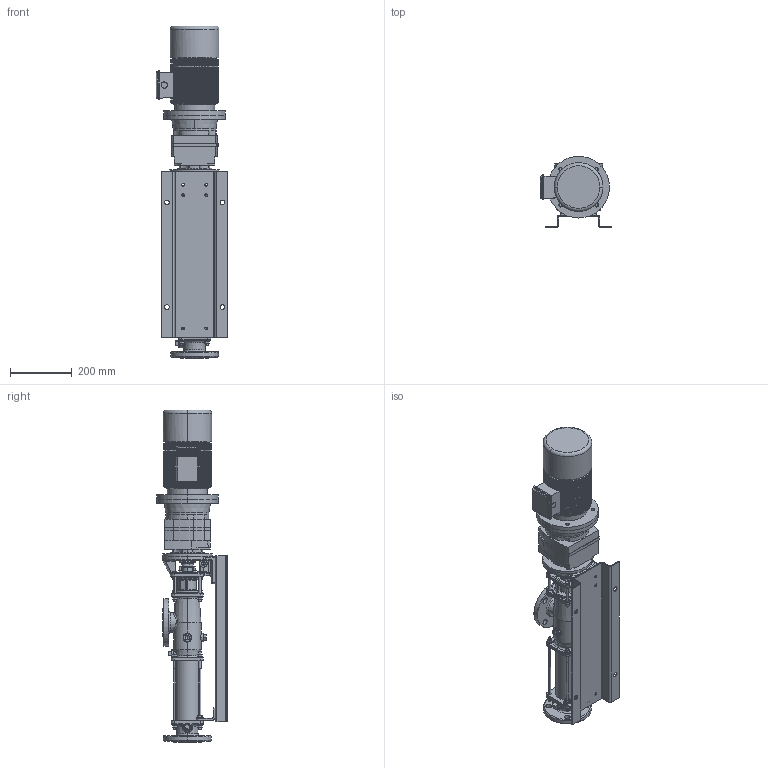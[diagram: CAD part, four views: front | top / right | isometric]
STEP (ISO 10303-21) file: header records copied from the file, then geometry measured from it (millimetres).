
FILE_DESCRIPTION (( 'STEP AP214' ), '1' );
FILE_NAME ('RDCA 531.STEP', '2025-05-26T11:58:56', ( '' ), ( '' ), 'SwSTEP 2.0', 'SolidWorks 2021', '' );
FILE_SCHEMA (( 'AUTOMOTIVE_DESIGN' ));
Length unit declared in the file: millimetre
Products named in the file (1): RDCA 531
Bounding box: 233 x 230 x 1077 mm (x, y, z)
Volume: 11689121.7 mm3; surface area: 1770217.6 mm2
Topology: 80 solids, 82 shells, 3110 faces, 7470 edges, 4560 vertices
Faces by surface type: plane 1252, cylinder 1054, cone 388, torus 292, bspline 119, sphere 5
Entity records: 150172 total; most frequent: CARTESIAN_POINT 44992, ORIENTED_EDGE 14874, DIRECTION 14252, EDGE_CURVE 7437, AXIS2_PLACEMENT_3D 5769, VERTEX_POINT 4560, EDGE_LOOP 3415, UNCERTAINTY_MEASURE_WITH_UNIT 3192
